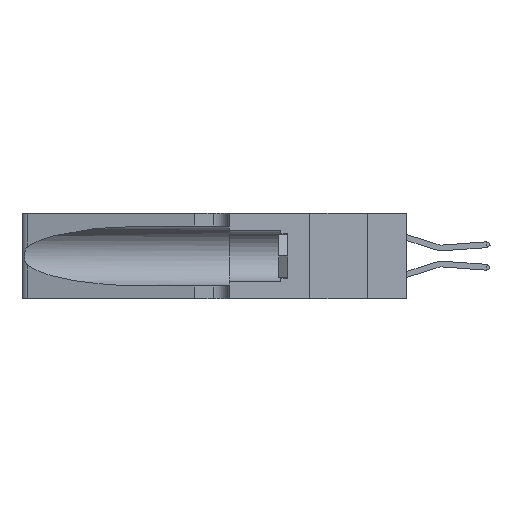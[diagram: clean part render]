
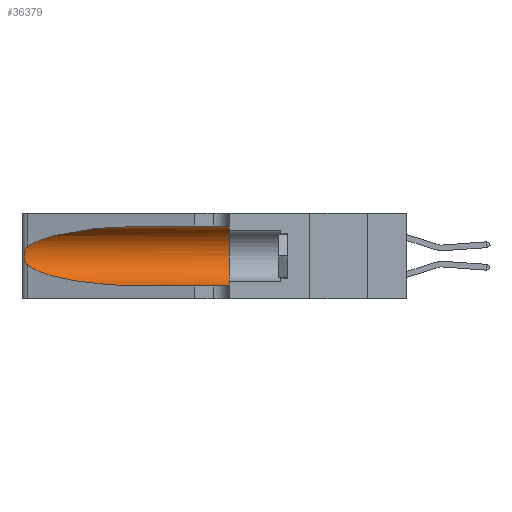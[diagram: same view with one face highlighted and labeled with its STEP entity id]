
A CAD part, left-side view. The second image highlights one B-rep face of the part: STEP entity #36379.
In plain terms, the highlighted cylindrical face has radius 3.308 mm (diameter 6.617 mm), a partial arc.
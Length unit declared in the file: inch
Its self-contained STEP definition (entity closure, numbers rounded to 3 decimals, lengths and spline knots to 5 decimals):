
#410 = EDGE_LOOP ( 'NONE', ( #3319, #39924, #18429, #23843, #26624, #1007 ) ) ;
#676 = VERTEX_POINT ( 'NONE', #18073 ) ;
#1007 = ORIENTED_EDGE ( 'NONE', *, *, #16157, .F. ) ;
#2625 = CARTESIAN_POINT ( 'NONE',  ( 0.25639, 1.23186, 0.15144 ) ) ;
#3129 = DIRECTION ( 'NONE',  ( 0., 0., -1. ) ) ;
#3319 = ORIENTED_EDGE ( 'NONE', *, *, #32289, .T. ) ;
#5857 = CARTESIAN_POINT ( 'NONE',  ( 0.25487, 1.22718, 0.14631 ) ) ;
#6703 = CYLINDRICAL_SURFACE ( 'NONE', #16428, 0.13025 ) ;
#7619 = CARTESIAN_POINT ( 'NONE',  ( 0.2373, 1.15595, 0.08982 ) ) ;
#8435 = CARTESIAN_POINT ( 'NONE',  ( 0.1305, 0.72297, 0.31525 ) ) ;
#8879 = CARTESIAN_POINT ( 'NONE',  ( 0.25639, 1.23184, 0.21858 ) ) ;
#9056 = EDGE_CURVE ( 'NONE', #38997, #38970, #23009, .T. ) ;
#10791 = LINE ( 'NONE', #28433, #18159 ) ;
#12056 = CARTESIAN_POINT ( 'NONE',  ( 0.25854, 1.2359, 0.20912 ) ) ;
#12856 = VERTEX_POINT ( 'NONE', #33135 ) ;
#12897 = DIRECTION ( 'NONE',  ( 0., -1., 0. ) ) ;
#13937 = CARTESIAN_POINT ( 'NONE',  ( 0.18966, 0.96281, 0.05475 ) ) ;
#14763 = EDGE_CURVE ( 'NONE', #24101, #38970, #10791, .T. ) ;
#15193 = CARTESIAN_POINT ( 'NONE',  ( 0.26075, 1.23896, 0.19203 ) ) ;
#15767 = DIRECTION ( 'NONE',  ( 0., 1., 0. ) ) ;
#16040 = FACE_OUTER_BOUND ( 'NONE', #410, .T. ) ;
#16157 = EDGE_CURVE ( 'NONE', #12856, #38997, #17058, .T. ) ;
#16408 = AXIS2_PLACEMENT_3D ( 'NONE', #34391, #15767, #37519 ) ;
#16428 = AXIS2_PLACEMENT_3D ( 'NONE', #28206, #34308, #3129 ) ;
#17058 = LINE ( 'NONE', #28609, #25321 ) ;
#17912 = CARTESIAN_POINT ( 'NONE',  ( 0.25487, 1.22718, 0.22369 ) ) ;
#18073 = CARTESIAN_POINT ( 'NONE',  ( 0.25487, 1.22718, 0.14631 ) ) ;
#18159 = VECTOR ( 'NONE', #12897, 39.37008 ) ;
#18370 = CARTESIAN_POINT ( 'NONE',  ( 0.26017, 1.23833, 0.17102 ) ) ;
#18429 = ORIENTED_EDGE ( 'NONE', *, *, #37873, .T. ) ;
#20069 =( BOUNDED_CURVE ( )  B_SPLINE_CURVE ( 3, ( #29474, #7619, #13937, #35708 ),
 .UNSPECIFIED., .F., .F. ) 
 B_SPLINE_CURVE_WITH_KNOTS ( ( 4, 4 ),
 ( 3.44316, 4.71239 ),
 .UNSPECIFIED. ) 
 CURVE ( )  GEOMETRIC_REPRESENTATION_ITEM ( )  RATIONAL_B_SPLINE_CURVE ( ( 1., 0.87, 0.87, 1. ) ) 
 REPRESENTATION_ITEM ( '' )  );
#21499 = CARTESIAN_POINT ( 'NONE',  ( 0.25789, 1.23486, 0.15765 ) ) ;
#23009 = CIRCLE ( 'NONE', #16408, 0.13025 ) ;
#23843 = ORIENTED_EDGE ( 'NONE', *, *, #14763, .T. ) ;
#24035 = CARTESIAN_POINT ( 'NONE',  ( 0.18966, 0.96281, 0.31525 ) ) ;
#24101 = VERTEX_POINT ( 'NONE', #38370 ) ;
#24604 = CARTESIAN_POINT ( 'NONE',  ( 0.25555, 1.22993, 0.14849 ) ) ;
#25321 = VECTOR ( 'NONE', #34836, 39.37008 ) ;
#25392 = CARTESIAN_POINT ( 'NONE',  ( 0.1305, 0.35, 0.31525 ) ) ;
#26624 = ORIENTED_EDGE ( 'NONE', *, *, #9056, .F. ) ;
#27281 = B_SPLINE_CURVE_WITH_KNOTS ( 'NONE', 3,
 ( #39913, #30574, #8879, #30715, #12056, #33829, #15193, #36948, #18370, #40054, #21499, #2625, #24604, #5857 ),
 .UNSPECIFIED., .F., .F.,
 ( 4, 2, 2, 2, 2, 2, 4 ),
 ( 0., 0.00027, 0.00053, 0.00107, 0.0016, 0.00187, 0.00214 ),
 .UNSPECIFIED. ) ;
#28206 = CARTESIAN_POINT ( 'NONE',  ( 0.1305, 1.61858, 0.185 ) ) ;
#28433 = CARTESIAN_POINT ( 'NONE',  ( 0.1305, 1.61858, 0.05475 ) ) ;
#28505 = VERTEX_POINT ( 'NONE', #30769 ) ;
#28609 = CARTESIAN_POINT ( 'NONE',  ( 0.1305, 1.61858, 0.31525 ) ) ;
#29474 = CARTESIAN_POINT ( 'NONE',  ( 0.25487, 1.22718, 0.14631 ) ) ;
#30574 = CARTESIAN_POINT ( 'NONE',  ( 0.25555, 1.22994, 0.2215 ) ) ;
#30715 = CARTESIAN_POINT ( 'NONE',  ( 0.25787, 1.23484, 0.2124 ) ) ;
#30769 = CARTESIAN_POINT ( 'NONE',  ( 0.25487, 1.22718, 0.22369 ) ) ;
#32289 = EDGE_CURVE ( 'NONE', #12856, #28505, #34467, .T. ) ;
#33135 = CARTESIAN_POINT ( 'NONE',  ( 0.1305, 0.72297, 0.31525 ) ) ;
#33709 = EDGE_CURVE ( 'NONE', #28505, #676, #27281, .T. ) ;
#33829 = CARTESIAN_POINT ( 'NONE',  ( 0.26018, 1.23835, 0.19895 ) ) ;
#34308 = DIRECTION ( 'NONE',  ( 0., -1., 0. ) ) ;
#34391 = CARTESIAN_POINT ( 'NONE',  ( 0.1305, 0.35, 0.185 ) ) ;
#34467 =( BOUNDED_CURVE ( )  B_SPLINE_CURVE ( 3, ( #8435, #24035, #36505, #17912 ),
 .UNSPECIFIED., .F., .T. ) 
 B_SPLINE_CURVE_WITH_KNOTS ( ( 4, 4 ),
 ( 1.5708, 2.84003 ),
 .UNSPECIFIED. ) 
 CURVE ( )  GEOMETRIC_REPRESENTATION_ITEM ( )  RATIONAL_B_SPLINE_CURVE ( ( 1., 0.87, 0.87, 1. ) ) 
 REPRESENTATION_ITEM ( '' )  );
#34836 = DIRECTION ( 'NONE',  ( 0., -1., 0. ) ) ;
#35708 = CARTESIAN_POINT ( 'NONE',  ( 0.1305, 0.72297, 0.05475 ) ) ;
#36379 = ADVANCED_FACE ( 'NONE', ( #16040 ), #6703, .F. ) ;
#36505 = CARTESIAN_POINT ( 'NONE',  ( 0.2373, 1.15595, 0.28018 ) ) ;
#36948 = CARTESIAN_POINT ( 'NONE',  ( 0.26075, 1.23896, 0.178 ) ) ;
#37519 = DIRECTION ( 'NONE',  ( 0., 0., 1. ) ) ;
#37734 = CARTESIAN_POINT ( 'NONE',  ( 0.1305, 0.35, 0.05475 ) ) ;
#37873 = EDGE_CURVE ( 'NONE', #676, #24101, #20069, .T. ) ;
#38370 = CARTESIAN_POINT ( 'NONE',  ( 0.1305, 0.72297, 0.05475 ) ) ;
#38970 = VERTEX_POINT ( 'NONE', #37734 ) ;
#38997 = VERTEX_POINT ( 'NONE', #25392 ) ;
#39913 = CARTESIAN_POINT ( 'NONE',  ( 0.25487, 1.22718, 0.22369 ) ) ;
#39924 = ORIENTED_EDGE ( 'NONE', *, *, #33709, .T. ) ;
#40054 = CARTESIAN_POINT ( 'NONE',  ( 0.25856, 1.23593, 0.16098 ) ) ;
